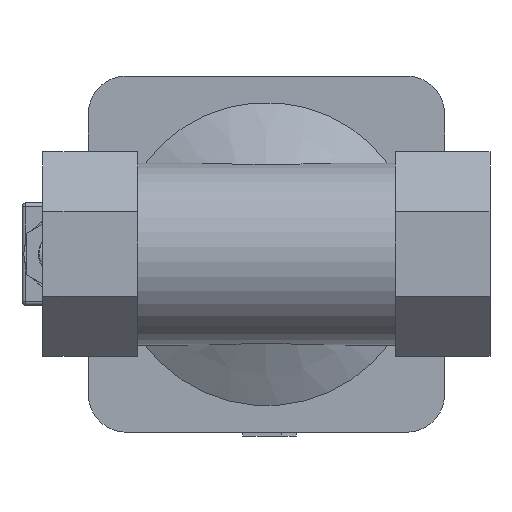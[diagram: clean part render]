
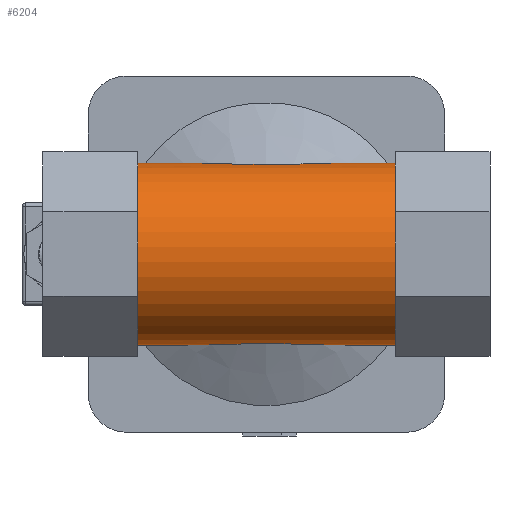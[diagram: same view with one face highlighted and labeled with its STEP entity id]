
A CAD part, front view. The second image highlights one B-rep face of the part: STEP entity #6204.
In plain terms, the highlighted cylindrical face has radius 24 mm (diameter 48 mm), a partial arc.
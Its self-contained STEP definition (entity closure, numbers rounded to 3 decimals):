
#119=B_SPLINE_CURVE_WITH_KNOTS('',3,(#9538,#9539,#9540,#9541,#9542,#9543,
#9544,#9545,#9546,#9547,#9548,#9549,#9550,#9551),.UNSPECIFIED.,.F.,.F.,
(4,2,2,2,2,2,4),(2.641,3.595,4.194,4.794,
5.393,5.992,6.947),.UNSPECIFIED.);
#120=B_SPLINE_CURVE_WITH_KNOTS('',3,(#9554,#9555,#9556,#9557,#9558,#9559,
#9560,#9561,#9562,#9563,#9564,#9565,#9566,#9567),.UNSPECIFIED.,.F.,.F.,
(4,2,2,2,2,2,4),(2.641,3.595,4.194,4.794,
5.393,5.992,6.947),.UNSPECIFIED.);
#580=FACE_OUTER_BOUND('',#952,.T.);
#952=EDGE_LOOP('',(#4461,#4462,#4463,#4464,#4465,#4466,#4467,#4468));
#1341=LINE('',#9404,#1855);
#1375=LINE('',#9479,#1889);
#1402=LINE('',#9537,#1916);
#1403=LINE('',#9553,#1917);
#1855=VECTOR('',#7419,10.);
#1889=VECTOR('',#7477,10.);
#1916=VECTOR('',#7524,10.);
#1917=VECTOR('',#7525,10.);
#2366=CIRCLE('',#6618,24.);
#2367=CIRCLE('',#6635,24.);
#2685=VERTEX_POINT('',#9401);
#2686=VERTEX_POINT('',#9403);
#2698=VERTEX_POINT('',#9435);
#2711=VERTEX_POINT('',#9476);
#2712=VERTEX_POINT('',#9478);
#2729=VERTEX_POINT('',#9532);
#2730=VERTEX_POINT('',#9536);
#2731=VERTEX_POINT('',#9552);
#3336=EDGE_CURVE('',#2685,#2686,#1341,.T.);
#3352=EDGE_CURVE('',#2685,#2698,#2366,.T.);
#3372=EDGE_CURVE('',#2711,#2712,#1375,.T.);
#3400=EDGE_CURVE('',#2711,#2729,#2367,.T.);
#3401=EDGE_CURVE('',#2730,#2698,#1402,.T.);
#3402=EDGE_CURVE('',#2730,#2712,#119,.T.);
#3403=EDGE_CURVE('',#2731,#2729,#1403,.T.);
#3404=EDGE_CURVE('',#2731,#2686,#120,.T.);
#4461=ORIENTED_EDGE('',*,*,#3352,.T.);
#4462=ORIENTED_EDGE('',*,*,#3401,.F.);
#4463=ORIENTED_EDGE('',*,*,#3402,.T.);
#4464=ORIENTED_EDGE('',*,*,#3372,.F.);
#4465=ORIENTED_EDGE('',*,*,#3400,.T.);
#4466=ORIENTED_EDGE('',*,*,#3403,.F.);
#4467=ORIENTED_EDGE('',*,*,#3404,.T.);
#4468=ORIENTED_EDGE('',*,*,#3336,.F.);
#6053=CYLINDRICAL_SURFACE('',#6636,24.);
#6204=ADVANCED_FACE('',(#580),#6053,.T.);
#6618=AXIS2_PLACEMENT_3D('',#9437,#7440,#7441);
#6635=AXIS2_PLACEMENT_3D('',#9534,#7520,#7521);
#6636=AXIS2_PLACEMENT_3D('',#9535,#7522,#7523);
#7419=DIRECTION('',(1.,0.,0.));
#7440=DIRECTION('center_axis',(1.,0.,0.));
#7441=DIRECTION('ref_axis',(0.,0.009,1.));
#7477=DIRECTION('',(-1.,0.,0.));
#7520=DIRECTION('center_axis',(-1.,0.,0.));
#7521=DIRECTION('ref_axis',(0.,0.009,1.));
#7522=DIRECTION('center_axis',(1.,0.,0.));
#7523=DIRECTION('ref_axis',(0.,-1.,0.));
#7524=DIRECTION('',(-1.,0.,0.));
#7525=DIRECTION('',(1.,0.,0.));
#9401=CARTESIAN_POINT('',(-34.,-25.782,23.999));
#9403=CARTESIAN_POINT('',(-21.821,-25.782,23.999));
#9404=CARTESIAN_POINT('',(0.,-25.782,23.999));
#9435=CARTESIAN_POINT('',(-34.,-25.782,-23.999));
#9437=CARTESIAN_POINT('Origin',(-34.,-26.,0.));
#9476=CARTESIAN_POINT('',(34.,-25.782,-23.999));
#9478=CARTESIAN_POINT('',(21.821,-25.782,-23.999));
#9479=CARTESIAN_POINT('',(0.,-25.782,-23.999));
#9532=CARTESIAN_POINT('',(34.,-25.782,23.999));
#9534=CARTESIAN_POINT('Origin',(34.,-26.,0.));
#9535=CARTESIAN_POINT('Origin',(0.,-26.,0.));
#9536=CARTESIAN_POINT('',(-21.821,-25.782,-23.999));
#9537=CARTESIAN_POINT('',(0.,-25.782,-23.999));
#9538=CARTESIAN_POINT('Ctrl Pts',(-21.821,-25.782,-23.999));
#9539=CARTESIAN_POINT('Ctrl Pts',(-18.581,-26.868,-24.009));
#9540=CARTESIAN_POINT('Ctrl Pts',(-15.336,-27.856,-23.941));
#9541=CARTESIAN_POINT('Ctrl Pts',(-10.072,-29.108,-23.803));
#9542=CARTESIAN_POINT('Ctrl Pts',(-8.046,-29.502,-23.745));
#9543=CARTESIAN_POINT('Ctrl Pts',(-4.009,-30.041,-23.659));
#9544=CARTESIAN_POINT('Ctrl Pts',(-1.997,-30.184,-23.633));
#9545=CARTESIAN_POINT('Ctrl Pts',(1.997,-30.184,-23.633));
#9546=CARTESIAN_POINT('Ctrl Pts',(4.009,-30.041,-23.659));
#9547=CARTESIAN_POINT('Ctrl Pts',(8.046,-29.502,-23.745));
#9548=CARTESIAN_POINT('Ctrl Pts',(10.072,-29.108,-23.803));
#9549=CARTESIAN_POINT('Ctrl Pts',(15.336,-27.856,-23.941));
#9550=CARTESIAN_POINT('Ctrl Pts',(18.581,-26.868,-24.009));
#9551=CARTESIAN_POINT('Ctrl Pts',(21.821,-25.782,-23.999));
#9552=CARTESIAN_POINT('',(21.821,-25.782,23.999));
#9553=CARTESIAN_POINT('',(0.,-25.782,23.999));
#9554=CARTESIAN_POINT('Ctrl Pts',(21.821,-25.782,23.999));
#9555=CARTESIAN_POINT('Ctrl Pts',(18.581,-26.868,24.009));
#9556=CARTESIAN_POINT('Ctrl Pts',(15.336,-27.856,23.941));
#9557=CARTESIAN_POINT('Ctrl Pts',(10.072,-29.108,23.803));
#9558=CARTESIAN_POINT('Ctrl Pts',(8.046,-29.502,23.745));
#9559=CARTESIAN_POINT('Ctrl Pts',(4.009,-30.041,23.659));
#9560=CARTESIAN_POINT('Ctrl Pts',(1.997,-30.184,23.633));
#9561=CARTESIAN_POINT('Ctrl Pts',(-1.997,-30.184,23.633));
#9562=CARTESIAN_POINT('Ctrl Pts',(-4.009,-30.041,23.659));
#9563=CARTESIAN_POINT('Ctrl Pts',(-8.046,-29.502,23.745));
#9564=CARTESIAN_POINT('Ctrl Pts',(-10.072,-29.108,23.803));
#9565=CARTESIAN_POINT('Ctrl Pts',(-15.336,-27.856,23.941));
#9566=CARTESIAN_POINT('Ctrl Pts',(-18.581,-26.868,24.009));
#9567=CARTESIAN_POINT('Ctrl Pts',(-21.821,-25.782,23.999));
